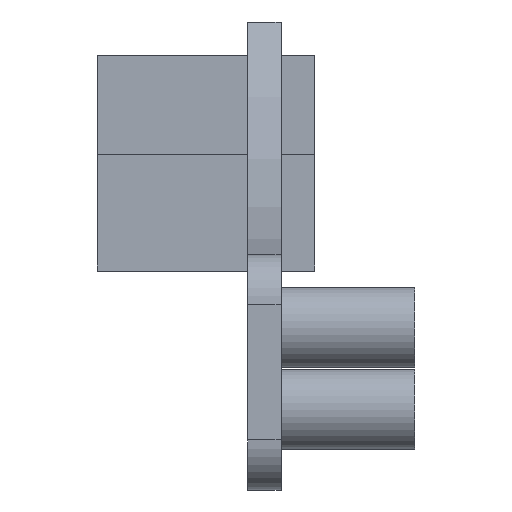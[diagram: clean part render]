
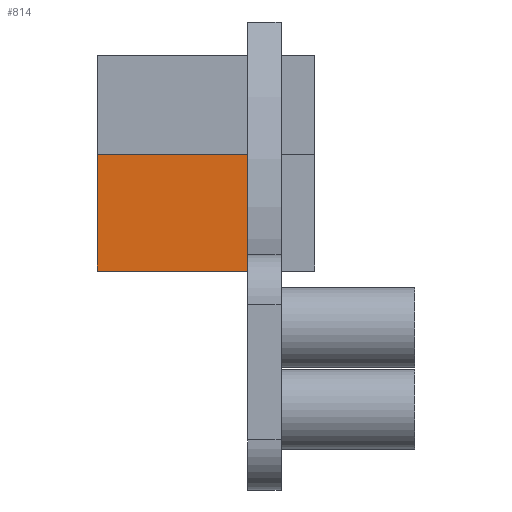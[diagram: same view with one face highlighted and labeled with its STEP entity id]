
A CAD part, left-side view. The second image highlights one B-rep face of the part: STEP entity #814.
In plain terms, the highlighted planar face has unit normal (-1, 0, 0).
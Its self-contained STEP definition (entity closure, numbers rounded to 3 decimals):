
#52 = LINE ( 'NONE', #2647, #2677 ) ;
#54 = VECTOR ( 'NONE', #806, 1000. ) ;
#142 = CARTESIAN_POINT ( 'NONE',  ( -34., 11., 6.1 ) ) ;
#184 = CARTESIAN_POINT ( 'NONE',  ( -34., 11., 6.1 ) ) ;
#236 = EDGE_CURVE ( 'NONE', #2032, #1853, #2088, .T. ) ;
#346 = LINE ( 'NONE', #1592, #1658 ) ;
#498 = LINE ( 'NONE', #1771, #754 ) ;
#518 = VERTEX_POINT ( 'NONE', #2056 ) ;
#551 = CARTESIAN_POINT ( 'NONE',  ( -34., 11., 13.1 ) ) ;
#691 = DIRECTION ( 'NONE',  ( 0., -1., 0. ) ) ;
#721 = ORIENTED_EDGE ( 'NONE', *, *, #236, .T. ) ;
#754 = VECTOR ( 'NONE', #2617, 1000. ) ;
#806 = DIRECTION ( 'NONE',  ( 0., -1., 0. ) ) ;
#814 = ADVANCED_FACE ( 'NONE', ( #1278 ), #2494, .F. ) ;
#955 = ORIENTED_EDGE ( 'NONE', *, *, #1536, .F. ) ;
#1164 = ORIENTED_EDGE ( 'NONE', *, *, #1490, .T. ) ;
#1278 = FACE_OUTER_BOUND ( 'NONE', #1367, .T. ) ;
#1367 = EDGE_LOOP ( 'NONE', ( #1164, #955, #2123, #721 ) ) ;
#1368 = DIRECTION ( 'NONE',  ( 0., 0., 1. ) ) ;
#1483 = DIRECTION ( 'NONE',  ( 1., 0., 0. ) ) ;
#1490 = EDGE_CURVE ( 'NONE', #1853, #518, #346, .T. ) ;
#1536 = EDGE_CURVE ( 'NONE', #2321, #518, #52, .T. ) ;
#1592 = CARTESIAN_POINT ( 'NONE',  ( -34., 2., 6.1 ) ) ;
#1652 = DIRECTION ( 'NONE',  ( 0., 0., -1. ) ) ;
#1658 = VECTOR ( 'NONE', #1368, 1000. ) ;
#1700 = AXIS2_PLACEMENT_3D ( 'NONE', #184, #1483, #1652 ) ;
#1771 = CARTESIAN_POINT ( 'NONE',  ( -34., 11., 6.1 ) ) ;
#1853 = VERTEX_POINT ( 'NONE', #1903 ) ;
#1903 = CARTESIAN_POINT ( 'NONE',  ( -34., 2., 6.1 ) ) ;
#1942 = CARTESIAN_POINT ( 'NONE',  ( -34., 11., 6.1 ) ) ;
#2032 = VERTEX_POINT ( 'NONE', #1942 ) ;
#2056 = CARTESIAN_POINT ( 'NONE',  ( -34., 2., 13.1 ) ) ;
#2088 = LINE ( 'NONE', #142, #54 ) ;
#2123 = ORIENTED_EDGE ( 'NONE', *, *, #2661, .F. ) ;
#2321 = VERTEX_POINT ( 'NONE', #551 ) ;
#2494 = PLANE ( 'NONE',  #1700 ) ;
#2617 = DIRECTION ( 'NONE',  ( 0., 0., 1. ) ) ;
#2647 = CARTESIAN_POINT ( 'NONE',  ( -34., 11., 13.1 ) ) ;
#2661 = EDGE_CURVE ( 'NONE', #2032, #2321, #498, .T. ) ;
#2677 = VECTOR ( 'NONE', #691, 1000. ) ;
